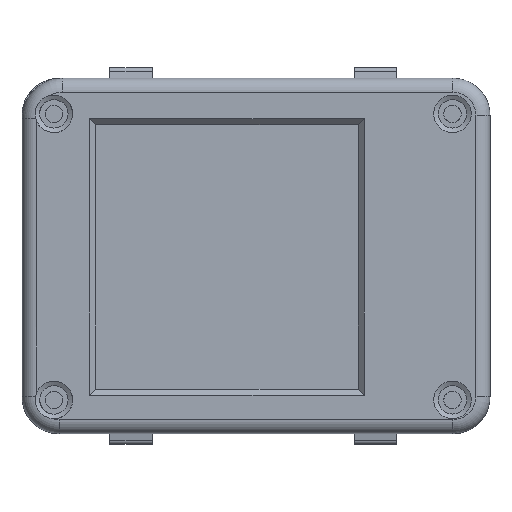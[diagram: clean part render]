
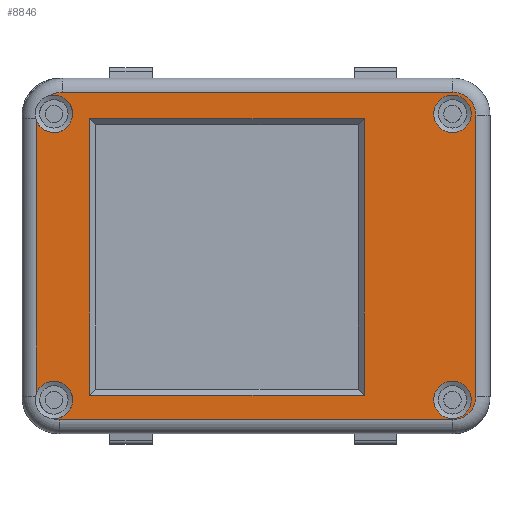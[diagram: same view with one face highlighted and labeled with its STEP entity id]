
A CAD part, top view. The second image highlights one B-rep face of the part: STEP entity #8846.
In plain terms, the highlighted planar face has unit normal (0, 0, 1).
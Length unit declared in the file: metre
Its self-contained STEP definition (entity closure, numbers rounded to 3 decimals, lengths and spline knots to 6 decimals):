
#336=CIRCLE('',#9388,0.00245);
#342=CIRCLE('',#9397,0.00245);
#358=CIRCLE('',#9425,0.002);
#359=CIRCLE('',#9426,0.00245);
#360=CIRCLE('',#9427,0.0028);
#361=CIRCLE('',#9428,0.002);
#362=CIRCLE('',#9429,0.002);
#363=CIRCLE('',#9430,0.002);
#835=ORIENTED_EDGE('',*,*,#3467,.F.);
#836=ORIENTED_EDGE('',*,*,#3414,.T.);
#837=ORIENTED_EDGE('',*,*,#3458,.T.);
#838=ORIENTED_EDGE('',*,*,#3468,.T.);
#839=ORIENTED_EDGE('',*,*,#3469,.T.);
#840=ORIENTED_EDGE('',*,*,#3470,.T.);
#841=ORIENTED_EDGE('',*,*,#3471,.F.);
#842=ORIENTED_EDGE('',*,*,#3420,.T.);
#843=ORIENTED_EDGE('',*,*,#3472,.F.);
#844=ORIENTED_EDGE('',*,*,#3424,.T.);
#845=ORIENTED_EDGE('',*,*,#3411,.F.);
#846=ORIENTED_EDGE('',*,*,#3473,.T.);
#847=ORIENTED_EDGE('',*,*,#3474,.T.);
#848=ORIENTED_EDGE('',*,*,#3475,.T.);
#849=ORIENTED_EDGE('',*,*,#3476,.T.);
#850=ORIENTED_EDGE('',*,*,#3477,.F.);
#3411=EDGE_CURVE('',#4727,#4728,#5592,.T.);
#3414=EDGE_CURVE('',#4727,#4729,#336,.T.);
#3420=EDGE_CURVE('',#4734,#4733,#5593,.T.);
#3424=EDGE_CURVE('',#4736,#4728,#342,.T.);
#3458=EDGE_CURVE('',#4729,#4762,#5614,.F.);
#3467=EDGE_CURVE('',#4767,#4767,#358,.T.);
#3468=EDGE_CURVE('',#4762,#4768,#359,.T.);
#3469=EDGE_CURVE('',#4768,#4769,#5621,.T.);
#3470=EDGE_CURVE('',#4769,#4770,#360,.T.);
#3471=EDGE_CURVE('',#4734,#4770,#361,.T.);
#3472=EDGE_CURVE('',#4736,#4733,#362,.T.);
#3473=EDGE_CURVE('',#4771,#4772,#5622,.T.);
#3474=EDGE_CURVE('',#4772,#4773,#5623,.T.);
#3475=EDGE_CURVE('',#4773,#4774,#5624,.T.);
#3476=EDGE_CURVE('',#4774,#4771,#5625,.T.);
#3477=EDGE_CURVE('',#4775,#4775,#363,.T.);
#4727=VERTEX_POINT('',#13083);
#4728=VERTEX_POINT('',#13084);
#4729=VERTEX_POINT('',#13089);
#4733=VERTEX_POINT('',#13103);
#4734=VERTEX_POINT('',#13105);
#4736=VERTEX_POINT('',#13118);
#4762=VERTEX_POINT('',#13186);
#4767=VERTEX_POINT('',#13205);
#4768=VERTEX_POINT('',#13207);
#4769=VERTEX_POINT('',#13209);
#4770=VERTEX_POINT('',#13211);
#4771=VERTEX_POINT('',#13215);
#4772=VERTEX_POINT('',#13216);
#4773=VERTEX_POINT('',#13218);
#4774=VERTEX_POINT('',#13220);
#4775=VERTEX_POINT('',#13223);
#5592=LINE('',#13082,#6560);
#5593=LINE('',#13104,#6561);
#5614=LINE('',#13187,#6582);
#5621=LINE('',#13208,#6589);
#5622=LINE('',#13214,#6590);
#5623=LINE('',#13217,#6591);
#5624=LINE('',#13219,#6592);
#5625=LINE('',#13221,#6593);
#6560=VECTOR('',#10387,1.);
#6561=VECTOR('',#10408,1.);
#6582=VECTOR('',#10477,1.);
#6589=VECTOR('',#10500,1.);
#6590=VECTOR('',#10507,1.);
#6591=VECTOR('',#10508,1.);
#6592=VECTOR('',#10509,1.);
#6593=VECTOR('',#10510,1.);
#7462=EDGE_LOOP('',(#835));
#7463=EDGE_LOOP('',(#836,#837,#838,#839,#840,#841,#842,#843,#844,#845));
#7464=EDGE_LOOP('',(#846,#847,#848,#849));
#7465=EDGE_LOOP('',(#850));
#8003=FACE_BOUND('',#7462,.T.);
#8004=FACE_BOUND('',#7463,.T.);
#8005=FACE_BOUND('',#7464,.T.);
#8006=FACE_BOUND('',#7465,.T.);
#8525=PLANE('',#9424);
#8846=ADVANCED_FACE('',(#8003,#8004,#8005,#8006),#8525,.T.);
#9388=AXIS2_PLACEMENT_3D('',#13088,#10394,#10395);
#9397=AXIS2_PLACEMENT_3D('',#13119,#10413,#10414);
#9424=AXIS2_PLACEMENT_3D('',#13203,#10494,#10495);
#9425=AXIS2_PLACEMENT_3D('',#13204,#10496,#10497);
#9426=AXIS2_PLACEMENT_3D('',#13206,#10498,#10499);
#9427=AXIS2_PLACEMENT_3D('',#13210,#10501,#10502);
#9428=AXIS2_PLACEMENT_3D('',#13212,#10503,#10504);
#9429=AXIS2_PLACEMENT_3D('',#13213,#10505,#10506);
#9430=AXIS2_PLACEMENT_3D('',#13222,#10511,#10512);
#10387=DIRECTION('',(-1.,0.,0.));
#10394=DIRECTION('',(0.,0.,1.));
#10395=DIRECTION('',(1.,0.,0.));
#10408=DIRECTION('',(0.,-1.,0.));
#10413=DIRECTION('',(0.,0.,1.));
#10414=DIRECTION('',(1.,0.,0.));
#10477=DIRECTION('',(0.,-1.,0.));
#10494=DIRECTION('',(0.,0.,1.));
#10495=DIRECTION('',(1.,0.,0.));
#10496=DIRECTION('',(0.,0.,1.));
#10497=DIRECTION('',(1.,0.,0.));
#10498=DIRECTION('',(0.,0.,1.));
#10499=DIRECTION('',(1.,0.,0.));
#10500=DIRECTION('',(-1.,0.,0.));
#10501=DIRECTION('',(0.,0.,1.));
#10502=DIRECTION('',(1.,0.,0.));
#10503=DIRECTION('',(0.,0.,1.));
#10504=DIRECTION('',(1.,0.,0.));
#10505=DIRECTION('',(0.,0.,1.));
#10506=DIRECTION('',(1.,0.,0.));
#10507=DIRECTION('',(0.,1.,0.));
#10508=DIRECTION('',(1.,0.,0.));
#10509=DIRECTION('',(0.,-1.,0.));
#10510=DIRECTION('',(-1.,0.,0.));
#10511=DIRECTION('',(0.,0.,1.));
#10512=DIRECTION('',(1.,0.,0.));
#13082=CARTESIAN_POINT('',(0.,-0.01745,0.00085));
#13083=CARTESIAN_POINT('',(0.021,-0.01745,0.00085));
#13084=CARTESIAN_POINT('',(-0.021,-0.01745,0.00085));
#13088=CARTESIAN_POINT('',(0.021,-0.015,0.00085));
#13089=CARTESIAN_POINT('',(0.02345,-0.015,0.00085));
#13103=CARTESIAN_POINT('',(-0.02345,-0.014728,0.00085));
#13104=CARTESIAN_POINT('',(-0.02345,0.,0.00085));
#13105=CARTESIAN_POINT('',(-0.02345,0.014524,0.00085));
#13118=CARTESIAN_POINT('',(-0.021708,-0.017346,0.00085));
#13119=CARTESIAN_POINT('',(-0.021,-0.015,0.00085));
#13186=CARTESIAN_POINT('',(0.02345,0.015,0.00085));
#13187=CARTESIAN_POINT('',(0.02345,0.,0.00085));
#13203=CARTESIAN_POINT('',(0.,0.,0.00085));
#13204=CARTESIAN_POINT('',(0.02095,-0.015348,0.00085));
#13205=CARTESIAN_POINT('',(0.02295,-0.015348,0.00085));
#13206=CARTESIAN_POINT('',(0.021,0.015,0.00085));
#13207=CARTESIAN_POINT('',(0.021,0.01745,0.00085));
#13208=CARTESIAN_POINT('',(0.,0.01745,0.00085));
#13209=CARTESIAN_POINT('',(-0.02065,0.01745,0.00085));
#13210=CARTESIAN_POINT('',(-0.02065,0.01465,0.00085));
#13211=CARTESIAN_POINT('',(-0.022016,0.017094,0.00085));
#13212=CARTESIAN_POINT('',(-0.02155,0.015149,0.00085));
#13213=CARTESIAN_POINT('',(-0.02155,-0.015352,0.00085));
#13214=CARTESIAN_POINT('',(-0.01775,0.014,0.00085));
#13215=CARTESIAN_POINT('',(-0.01775,-0.01485,0.00085));
#13216=CARTESIAN_POINT('',(-0.01775,0.01465,0.00085));
#13217=CARTESIAN_POINT('',(0.,0.01465,0.00085));
#13218=CARTESIAN_POINT('',(0.01155,0.01465,0.00085));
#13219=CARTESIAN_POINT('',(0.01155,0.,0.00085));
#13220=CARTESIAN_POINT('',(0.01155,-0.01485,0.00085));
#13221=CARTESIAN_POINT('',(-0.0171,-0.01485,0.00085));
#13222=CARTESIAN_POINT('',(0.02095,0.01515,0.00085));
#13223=CARTESIAN_POINT('',(0.02295,0.01515,0.00085));
